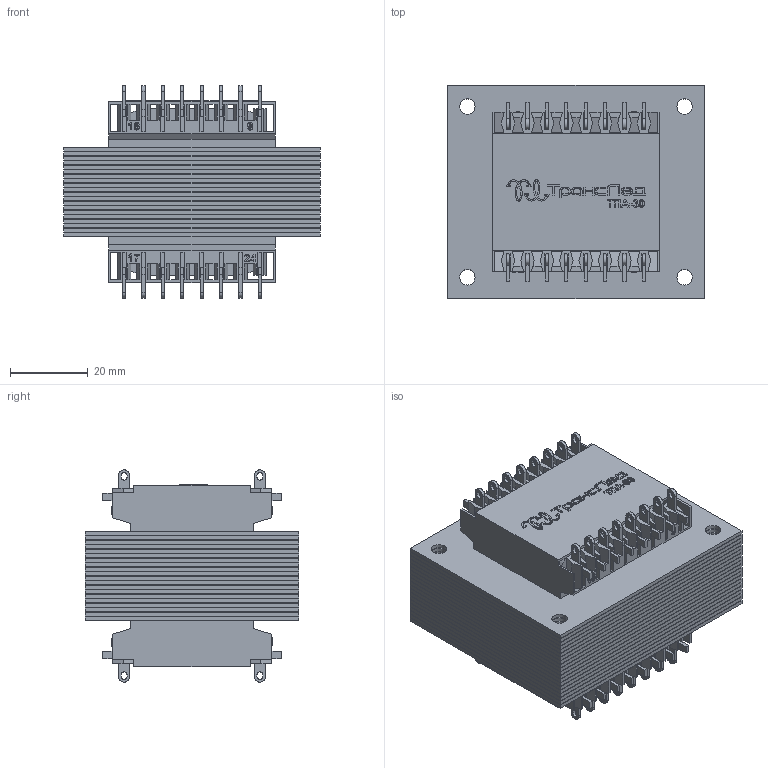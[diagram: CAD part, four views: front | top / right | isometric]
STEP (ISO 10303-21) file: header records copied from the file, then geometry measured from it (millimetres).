
FILE_DESCRIPTION(/* description */ (''),/* implementation_level */ '2;1');
FILE_NAME(/* name */ 'TPA-30.step',/* time_stamp */ '2022-10-24T10:52:14+03:00',/* author */ (''),/* organization */ (''),/* preprocessor_version */ 'ST-DEVELOPER v19.2',/* originating_system */ 'Autodesk Translation Framework v11.17.0.187',/* authorisation */ '');
FILE_SCHEMA (('AUTOMOTIVE_DESIGN { 1 0 10303 214 3 1 1 }'));
Products named in the file (1): TPA-30
Bounding box: 66 x 55 x 54.7 mm (x, y, z)
Volume: 99168.3 mm3; surface area: 140832 mm2
Topology: 85 solids, 85 shells, 1870 faces, 5174 edges, 3412 vertices
Faces by surface type: plane 1295, bspline 389, cylinder 186
Full cylindrical faces by diameter (mm): 4 x84
Entity records: 62061 total; most frequent: CARTESIAN_POINT 16382, ORIENTED_EDGE 10348, DIRECTION 7752, EDGE_CURVE 5174, LINE 4024, VECTOR 4024, VERTEX_POINT 3412, EDGE_LOOP 2168
